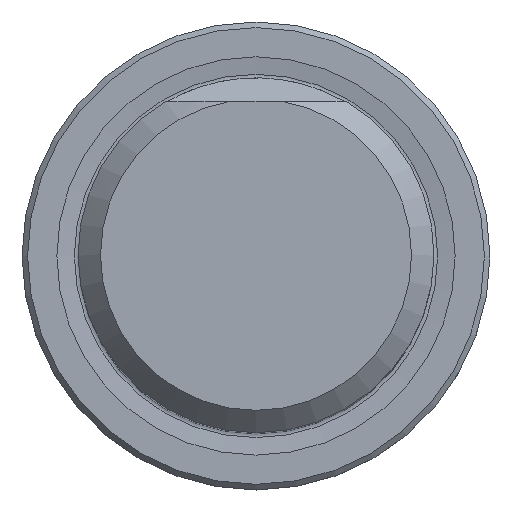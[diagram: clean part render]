
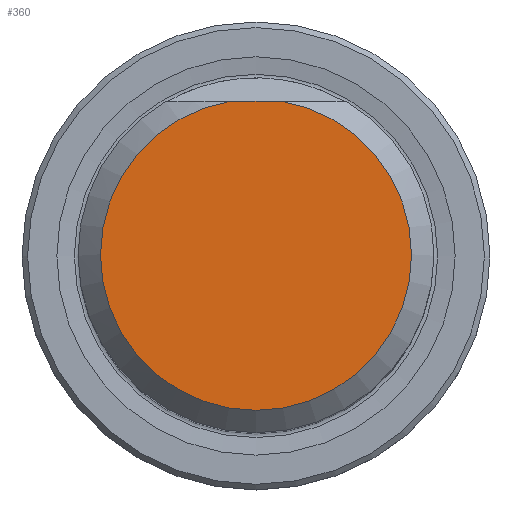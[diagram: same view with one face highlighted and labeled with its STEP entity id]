
A CAD part, top view. The second image highlights one B-rep face of the part: STEP entity #360.
In plain terms, the highlighted planar face has unit normal (0, 0, 1).
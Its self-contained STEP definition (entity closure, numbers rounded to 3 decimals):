
#237=PLANE('',#6056);
#360=ADVANCED_FACE('',(#780),#237,.T.);
#780=FACE_OUTER_BOUND('',#1062,.T.);
#1062=EDGE_LOOP('',(#1841,#1842));
#1397=CIRCLE('',#6055,13.875);
#1841=ORIENTED_EDGE('',*,*,#3968,.F.);
#1842=ORIENTED_EDGE('',*,*,#3969,.T.);
#3407=VERTEX_POINT('',#9225);
#3408=VERTEX_POINT('',#9226);
#3968=EDGE_CURVE('',#3407,#3408,#5145,.T.);
#3969=EDGE_CURVE('',#3407,#3408,#1397,.T.);
#5145=LINE('',#9224,#5491);
#5491=VECTOR('',#6899,1.);
#6055=AXIS2_PLACEMENT_3D('',#9227,#6900,#6901);
#6056=AXIS2_PLACEMENT_3D('',#9228,#6902,#6903);
#6899=DIRECTION('',(1.,0.,0.));
#6900=DIRECTION('',(0.,0.,1.));
#6901=DIRECTION('',(0.,-1.,0.));
#6902=DIRECTION('',(0.,0.,1.));
#6903=DIRECTION('',(0.,-1.,0.));
#9224=CARTESIAN_POINT('',(0.,13.679,60.));
#9225=CARTESIAN_POINT('',(-2.324,13.679,60.));
#9226=CARTESIAN_POINT('',(2.324,13.679,60.));
#9227=CARTESIAN_POINT('',(0.,0.,60.));
#9228=CARTESIAN_POINT('',(0.,0.,60.));
